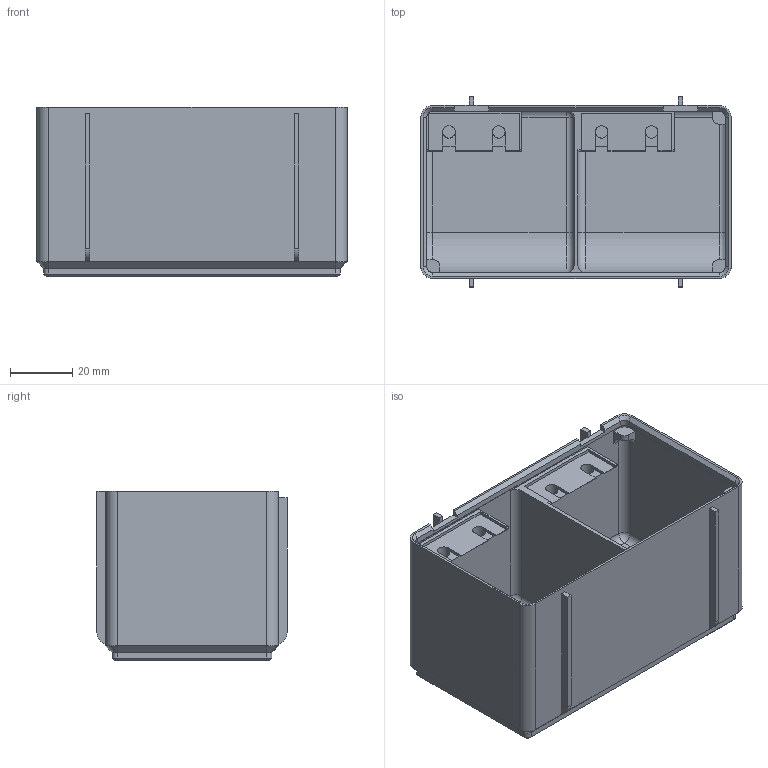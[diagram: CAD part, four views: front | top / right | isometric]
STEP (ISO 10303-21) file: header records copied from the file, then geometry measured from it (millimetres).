
FILE_DESCRIPTION(/* description */ ('','CAx-IF Rec.Pracs.---Representation and Presentation of Product Manufacturing Information (PMI)---4.0---2014-10-13'),/* implementation_level */ '2;1');
FILE_NAME(/* name */ 'Top Center 2x1x1 v4.step',/* time_stamp */ '2025-02-21T14:15:42+01:00',/* author */ (''),/* organization */ (''),/* preprocessor_version */ 'ST-DEVELOPER v20',/* originating_system */ 'Autodesk Translation Framework v13.20.0.188',/* authorisation */ '');
FILE_SCHEMA (('AP242_MANAGED_MODEL_BASED_3D_ENGINEERING_MIM_LF { 1 0 10303 442 1 1 4 }'));
Length unit declared in the file: millimetre
Products named in the file (2): Top Center 2x1x1; Gridfinity bin 1x1x7
Assembly tree (1 placements, depth 2):
  Top Center 2x1x1
    Gridfinity bin 1x1x7
Bounding box: 99.5 x 61 x 54.2 mm (x, y, z)
Volume: 62983 mm3; surface area: 46919.8 mm2
Topology: 1 solids, 1 shells, 181 faces, 467 edges, 283 vertices
Faces by surface type: plane 101, cylinder 55, cone 14, sphere 4, torus 4, bspline 3
Full cylindrical faces by diameter (mm): 4 x4
Entity records: 5568 total; most frequent: CARTESIAN_POINT 1055, DIRECTION 950, ORIENTED_EDGE 928, EDGE_CURVE 464, LINE 328, VECTOR 328, AXIS2_PLACEMENT_3D 311, VERTEX_POINT 283
